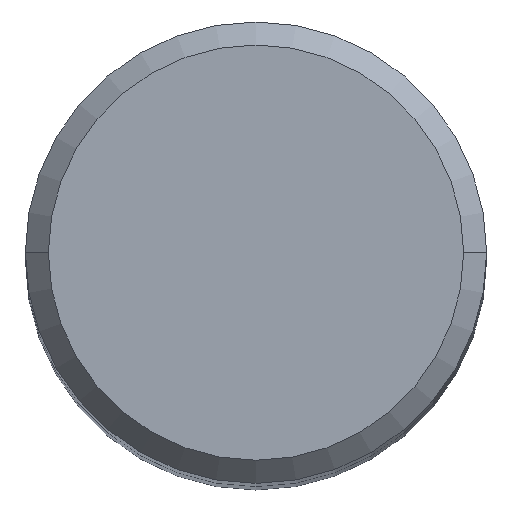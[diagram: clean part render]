
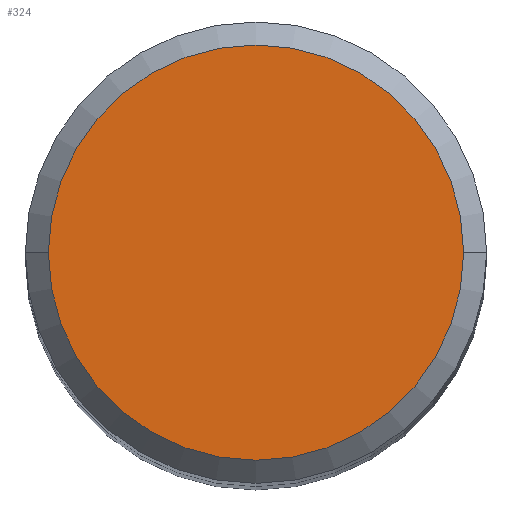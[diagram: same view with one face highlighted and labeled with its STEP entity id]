
A CAD part, top view. The second image highlights one B-rep face of the part: STEP entity #324.
In plain terms, the highlighted planar face has unit normal (0, 0, 1).
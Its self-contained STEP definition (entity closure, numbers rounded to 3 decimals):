
#71=CARTESIAN_POINT('',(0.,0.,45.));
#72=DIRECTION('',(0.,0.,1.));
#73=DIRECTION('',(-1.,0.,0.));
#74=AXIS2_PLACEMENT_3D('',#71,#72,#73);
#79=CARTESIAN_POINT('',(0.,0.,45.));
#80=DIRECTION('',(0.,0.,-1.));
#81=DIRECTION('',(-1.,0.,0.));
#82=AXIS2_PLACEMENT_3D('',#79,#80,#81);
#240=CARTESIAN_POINT('',(-5.4,0.,45.));
#242=VERTEX_POINT('',#240);
#246=CARTESIAN_POINT('',(5.4,0.,45.));
#248=VERTEX_POINT('',#246);
#315=CARTESIAN_POINT('',(0.,0.,45.));
#316=DIRECTION('',(0.,0.,-1.));
#317=DIRECTION('',(1.,0.,0.));
#318=AXIS2_PLACEMENT_3D('',#315,#316,#317);
#319=PLANE('',#318);
#320=ORIENTED_EDGE('',*,*,#300,.F.);
#321=ORIENTED_EDGE('',*,*,#282,.T.);
#322=EDGE_LOOP('',(#320,#321));
#323=FACE_OUTER_BOUND('',#322,.F.);
#324=ADVANCED_FACE('',(#323),#319,.F.);
#75=CIRCLE('',#74,5.4);
#83=CIRCLE('',#82,5.4);
#282=EDGE_CURVE('',#242,#248,#83,.T.);
#300=EDGE_CURVE('',#242,#248,#75,.T.);
